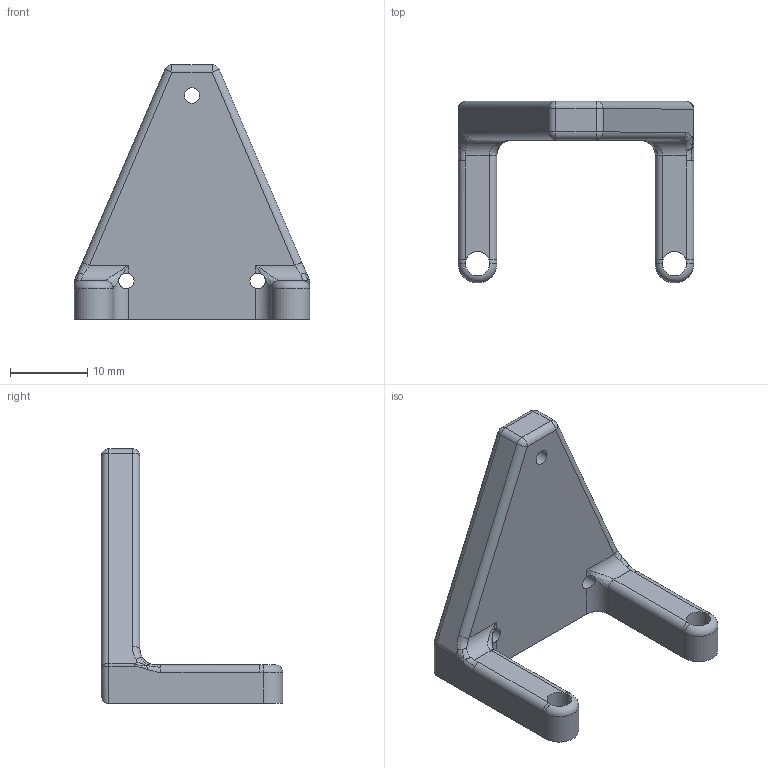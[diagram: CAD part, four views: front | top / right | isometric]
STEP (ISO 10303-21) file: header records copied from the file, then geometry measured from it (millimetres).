
FILE_DESCRIPTION(/* description */ (''),/* implementation_level */ '2;1');
FILE_NAME(/* name */ 'Forward Laser Mount v3.step',/* time_stamp */ '2024-10-17T06:33:43+02:00',/* author */ (''),/* organization */ (''),/* preprocessor_version */ 'ST-DEVELOPER v20',/* originating_system */ 'Autodesk Translation Framework v13.20.0.188',/* authorisation */ '');
FILE_SCHEMA (('AUTOMOTIVE_DESIGN { 1 0 10303 214 3 1 1 }'));
Length unit declared in the file: millimetre
Products named in the file (1): Forward Laser Mount
Bounding box: 30.5 x 23.5 x 33 mm (x, y, z)
Volume: 4089.9 mm3; surface area: 2610.6 mm2
Topology: 1 solids, 1 shells, 70 faces, 174 edges, 100 vertices
Faces by surface type: cylinder 34, bspline 16, plane 12, sphere 6, torus 2
Full cylindrical faces by diameter (mm): 2 x3, 3.15 x2
Entity records: 4360 total; most frequent: CARTESIAN_POINT 2728, ORIENTED_EDGE 344, DIRECTION 318, EDGE_CURVE 172, AXIS2_PLACEMENT_3D 128, VERTEX_POINT 100, EDGE_LOOP 76, FACE_OUTER_BOUND 70
